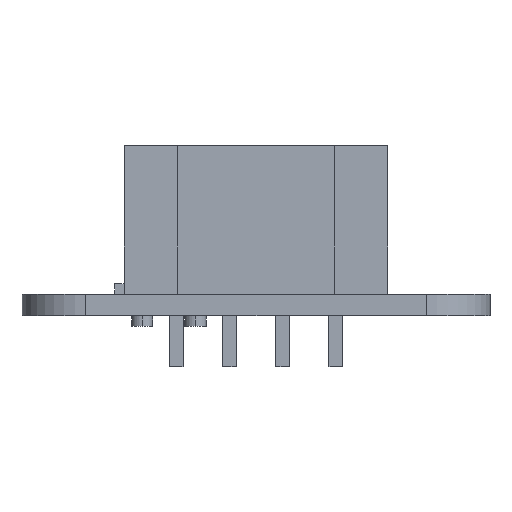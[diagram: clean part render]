
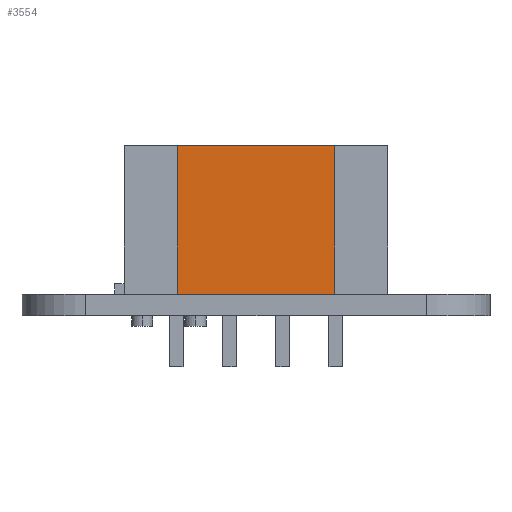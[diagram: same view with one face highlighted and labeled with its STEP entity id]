
A CAD part, left-side view. The second image highlights one B-rep face of the part: STEP entity #3554.
In plain terms, the highlighted face is planar.
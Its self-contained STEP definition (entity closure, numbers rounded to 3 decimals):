
#3247 = VERTEX_POINT('',#3248);
#3248 = CARTESIAN_POINT('',(3.7,7.,-2.875));
#3254 = EDGE_CURVE('',#3247,#3255,#3257,.T.);
#3255 = VERTEX_POINT('',#3256);
#3256 = CARTESIAN_POINT('',(-3.7,7.,-2.875));
#3257 = LINE('',#3258,#3259);
#3258 = CARTESIAN_POINT('',(3.7,7.,-2.875));
#3259 = VECTOR('',#3260,1.);
#3260 = DIRECTION('',(-1.,0.,0.));
#3501 = VERTEX_POINT('',#3502);
#3502 = CARTESIAN_POINT('',(3.7,0.,-2.875));
#3508 = EDGE_CURVE('',#3501,#3247,#3509,.T.);
#3509 = LINE('',#3510,#3511);
#3510 = CARTESIAN_POINT('',(3.7,0.,-2.875));
#3511 = VECTOR('',#3512,1.);
#3512 = DIRECTION('',(0.,1.,0.));
#3554 = ADVANCED_FACE('',(#3555),#3573,.F.);
#3555 = FACE_BOUND('',#3556,.T.);
#3556 = EDGE_LOOP('',(#3557,#3565,#3566,#3567));
#3557 = ORIENTED_EDGE('',*,*,#3558,.T.);
#3558 = EDGE_CURVE('',#3559,#3255,#3561,.T.);
#3559 = VERTEX_POINT('',#3560);
#3560 = CARTESIAN_POINT('',(-3.7,0.,-2.875));
#3561 = LINE('',#3562,#3563);
#3562 = CARTESIAN_POINT('',(-3.7,0.,-2.875));
#3563 = VECTOR('',#3564,1.);
#3564 = DIRECTION('',(0.,1.,0.));
#3565 = ORIENTED_EDGE('',*,*,#3254,.F.);
#3566 = ORIENTED_EDGE('',*,*,#3508,.F.);
#3567 = ORIENTED_EDGE('',*,*,#3568,.T.);
#3568 = EDGE_CURVE('',#3501,#3559,#3569,.T.);
#3569 = LINE('',#3570,#3571);
#3570 = CARTESIAN_POINT('',(3.7,0.,-2.875));
#3571 = VECTOR('',#3572,1.);
#3572 = DIRECTION('',(-1.,0.,0.));
#3573 = PLANE('',#3574);
#3574 = AXIS2_PLACEMENT_3D('',#3575,#3576,#3577);
#3575 = CARTESIAN_POINT('',(3.7,0.,-2.875));
#3576 = DIRECTION('',(0.,0.,1.));
#3577 = DIRECTION('',(1.,0.,0.));
